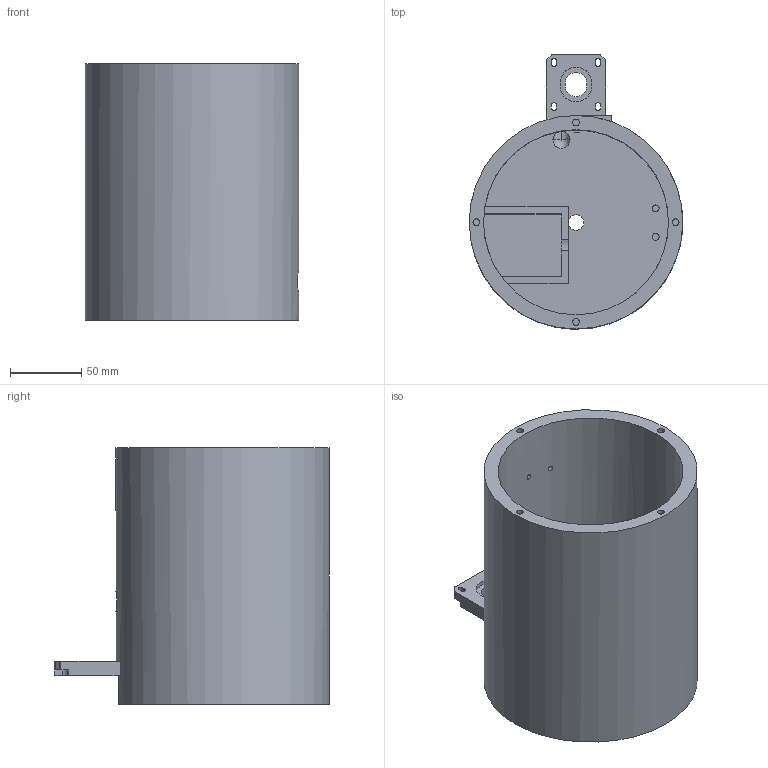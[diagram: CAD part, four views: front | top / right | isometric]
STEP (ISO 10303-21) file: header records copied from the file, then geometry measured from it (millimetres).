
FILE_DESCRIPTION(/* description */ (''),/* implementation_level */ '2;1');
FILE_NAME(/* name */ 'Gehuse unten v27.step',/* time_stamp */ '2025-04-10T12:58:49+02:00',/* author */ (''),/* organization */ (''),/* preprocessor_version */ 'ST-DEVELOPER v20.1',/* originating_system */ 'Autodesk Translation Framework v14.4.0.0',/* authorisation */ '');
FILE_SCHEMA (('AUTOMOTIVE_DESIGN { 1 0 10303 214 3 1 1 }'));
Length unit declared in the file: millimetre
Products named in the file (1): Gehäuse unten
Bounding box: 150 x 193 x 180 mm (x, y, z)
Volume: 1075089.6 mm3; surface area: 206960.6 mm2
Topology: 1 solids, 1 shells, 128 faces, 333 edges, 215 vertices
Faces by surface type: plane 75, cylinder 47, bspline 4, cone 2
Full cylindrical faces by diameter (mm): 3.5 x6, 4.8 x8, 8 x2, 11 x1, 12 x1, 35.2 x1, 130 x1, 150 x1
Entity records: 4389 total; most frequent: CARTESIAN_POINT 1103, DIRECTION 690, ORIENTED_EDGE 658, EDGE_CURVE 329, AXIS2_PLACEMENT_3D 246, VERTEX_POINT 215, LINE 198, VECTOR 198
